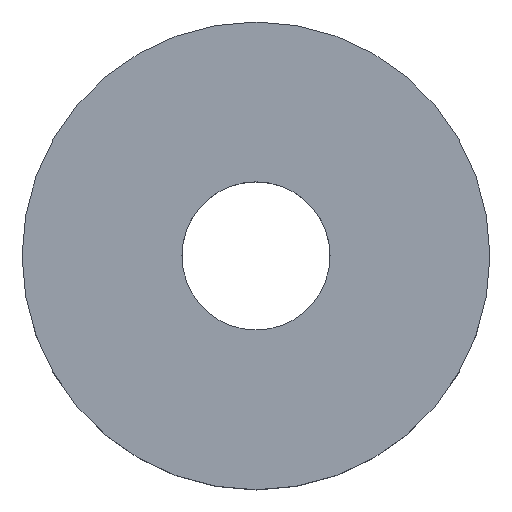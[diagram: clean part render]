
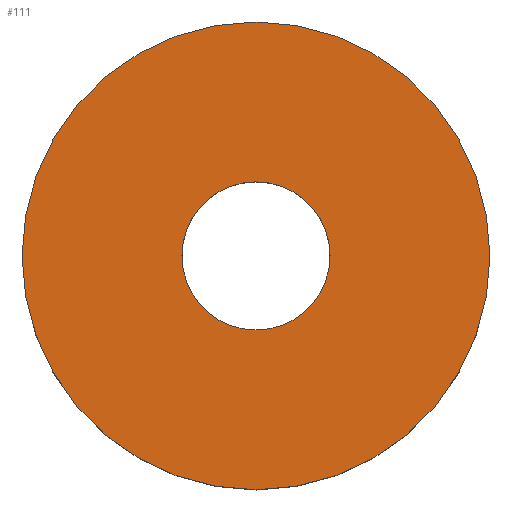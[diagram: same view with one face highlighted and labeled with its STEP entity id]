
A CAD part, top view. The second image highlights one B-rep face of the part: STEP entity #111.
In plain terms, the highlighted planar face has unit normal (0, 0, 1).
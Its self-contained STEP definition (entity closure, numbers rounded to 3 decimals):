
#49=CARTESIAN_POINT('',(1.9,0.,3.));
#50=VERTEX_POINT('',#49);
#51=CARTESIAN_POINT('',(0.0,0.0,3.));
#52=DIRECTION('',(0.0,0.0,-1.0));
#53=DIRECTION('',(-1.0,0.0,0.0));
#54=AXIS2_PLACEMENT_3D('',#51,#52,#53);
#55=CIRCLE('',#54,1.9);
#56=EDGE_CURVE('',#50,#50,#55,.T.);
#77=CARTESIAN_POINT('',(6.,0.,3.));
#78=VERTEX_POINT('',#77);
#79=CARTESIAN_POINT('',(0.0,0.0,3.));
#80=DIRECTION('',(0.0,0.0,-1.0));
#81=DIRECTION('',(-1.0,0.0,0.0));
#82=AXIS2_PLACEMENT_3D('',#79,#80,#81);
#83=CIRCLE('',#82,6.);
#84=EDGE_CURVE('',#78,#78,#83,.T.);
#100=CARTESIAN_POINT('',(0.0,0.0,3.));
#101=DIRECTION('',(0.0,0.0,-1.0));
#102=DIRECTION('',(-1.0,0.0,0.0));
#103=AXIS2_PLACEMENT_3D('',#100,#101,#102);
#104=PLANE('',#103);
#105=ORIENTED_EDGE('',*,*,#84,.F.);
#106=EDGE_LOOP('',(#105));
#107=FACE_OUTER_BOUND('',#106,.T.);
#108=ORIENTED_EDGE('',*,*,#56,.T.);
#109=EDGE_LOOP('',(#108));
#110=FACE_BOUND('',#109,.T.);
#111=ADVANCED_FACE('',(#107,#110),#104,.F.);
